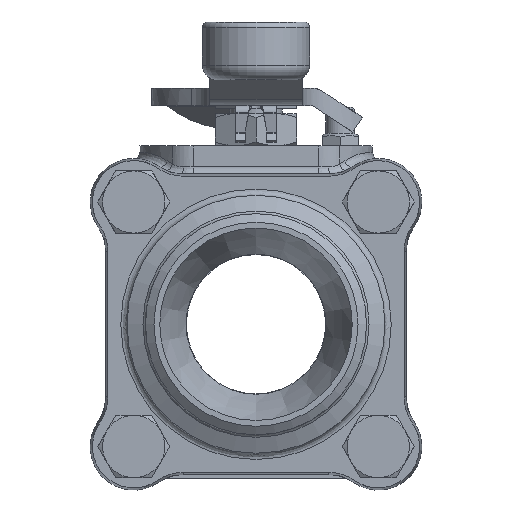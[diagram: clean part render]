
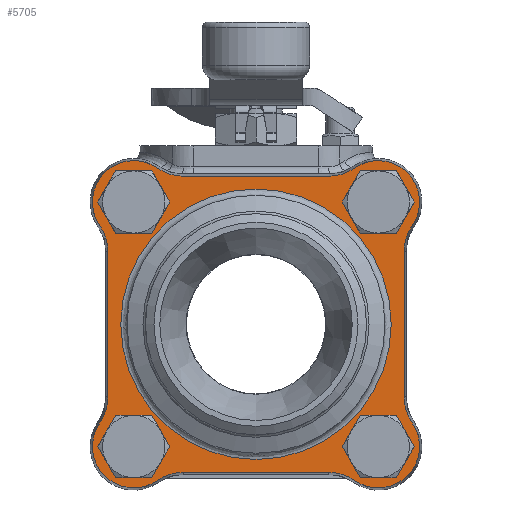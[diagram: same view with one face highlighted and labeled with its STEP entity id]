
A CAD part, front view. The second image highlights one B-rep face of the part: STEP entity #5705.
In plain terms, the highlighted face is planar.
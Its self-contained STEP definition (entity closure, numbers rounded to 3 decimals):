
#5132=CARTESIAN_POINT('',(42.606,11.925,-26.917));
#5133=VERTEX_POINT('',#5132);
#5140=CARTESIAN_POINT('',(40.375,11.925,-19.781));
#5141=VERTEX_POINT('',#5140);
#5142=CARTESIAN_POINT('',(52.9,11.925,-19.781));
#5143=DIRECTION('',(0.0,1.,0.0));
#5144=DIRECTION('',(-0.822,0.0,-0.57));
#5145=AXIS2_PLACEMENT_3D('',#5142,#5143,#5144);
#5146=CIRCLE('',#5145,12.525);
#5147=EDGE_CURVE('',#5133,#5141,#5146,.T.);
#5164=CARTESIAN_POINT('',(26.917,11.925,-42.606));
#5165=VERTEX_POINT('',#5164);
#5172=CARTESIAN_POINT('',(33.34,11.925,-33.34));
#5173=DIRECTION('',(0.0,-1.0,0.0));
#5174=DIRECTION('',(-0.822,0.0,-0.57));
#5175=AXIS2_PLACEMENT_3D('',#5172,#5173,#5174);
#5176=CIRCLE('',#5175,11.275);
#5177=EDGE_CURVE('',#5165,#5133,#5176,.T.);
#5189=CARTESIAN_POINT('',(19.781,11.925,-40.375));
#5190=VERTEX_POINT('',#5189);
#5197=CARTESIAN_POINT('',(19.781,11.925,-52.9));
#5198=DIRECTION('',(0.0,1.0,0.0));
#5199=DIRECTION('',(0.0,0.0,1.0));
#5200=AXIS2_PLACEMENT_3D('',#5197,#5198,#5199);
#5201=CIRCLE('',#5200,12.525);
#5202=EDGE_CURVE('',#5190,#5165,#5201,.T.);
#5214=CARTESIAN_POINT('',(-19.781,11.925,-40.375));
#5215=VERTEX_POINT('',#5214);
#5222=CARTESIAN_POINT('',(-19.781,11.925,-40.375));
#5223=DIRECTION('',(1.0,0.0,0.0));
#5224=VECTOR('',#5223,39.562);
#5225=LINE('',#5222,#5224);
#5226=EDGE_CURVE('',#5215,#5190,#5225,.T.);
#5238=CARTESIAN_POINT('',(-26.917,11.925,-42.606));
#5239=VERTEX_POINT('',#5238);
#5246=CARTESIAN_POINT('',(-19.781,11.925,-52.9));
#5247=DIRECTION('',(0.0,1.,0.0));
#5248=DIRECTION('',(-0.57,0.0,0.822));
#5249=AXIS2_PLACEMENT_3D('',#5246,#5247,#5248);
#5250=CIRCLE('',#5249,12.525);
#5251=EDGE_CURVE('',#5239,#5215,#5250,.T.);
#5263=CARTESIAN_POINT('',(-42.606,11.925,-26.917));
#5264=VERTEX_POINT('',#5263);
#5271=CARTESIAN_POINT('',(-33.34,11.925,-33.34));
#5272=DIRECTION('',(0.0,-1.0,0.0));
#5273=DIRECTION('',(-0.57,0.0,0.822));
#5274=AXIS2_PLACEMENT_3D('',#5271,#5272,#5273);
#5275=CIRCLE('',#5274,11.275);
#5276=EDGE_CURVE('',#5264,#5239,#5275,.T.);
#5288=CARTESIAN_POINT('',(-40.375,11.925,-19.781));
#5289=VERTEX_POINT('',#5288);
#5296=CARTESIAN_POINT('',(-52.9,11.925,-19.781));
#5297=DIRECTION('',(0.0,1.0,0.0));
#5298=DIRECTION('',(1.0,0.0,0.0));
#5299=AXIS2_PLACEMENT_3D('',#5296,#5297,#5298);
#5300=CIRCLE('',#5299,12.525);
#5301=EDGE_CURVE('',#5289,#5264,#5300,.T.);
#5313=CARTESIAN_POINT('',(-40.375,11.925,19.781));
#5314=VERTEX_POINT('',#5313);
#5321=CARTESIAN_POINT('',(-40.375,11.925,19.781));
#5322=DIRECTION('',(0.0,0.0,-1.0));
#5323=VECTOR('',#5322,39.562);
#5324=LINE('',#5321,#5323);
#5325=EDGE_CURVE('',#5314,#5289,#5324,.T.);
#5551=CARTESIAN_POINT('',(0.,11.925,-36.875));
#5552=VERTEX_POINT('',#5551);
#5553=CARTESIAN_POINT('',(0.0,11.925,0.0));
#5554=DIRECTION('',(0.0,1.0,0.0));
#5555=DIRECTION('',(0.0,0.0,1.0));
#5556=AXIS2_PLACEMENT_3D('',#5553,#5554,#5555);
#5557=CIRCLE('',#5556,36.875);
#5558=EDGE_CURVE('',#5552,#5552,#5557,.T.);
#5575=CARTESIAN_POINT('',(0.,11.925,0.));
#5576=DIRECTION('',(0.0,1.0,0.0));
#5577=DIRECTION('',(0.0,0.0,1.0));
#5578=AXIS2_PLACEMENT_3D('',#5575,#5576,#5577);
#5579=PLANE('',#5578);
#5580=CARTESIAN_POINT('',(-42.606,11.925,26.917));
#5581=VERTEX_POINT('',#5580);
#5582=CARTESIAN_POINT('',(-52.9,11.925,19.781));
#5583=DIRECTION('',(0.0,1.,0.0));
#5584=DIRECTION('',(0.822,0.0,0.57));
#5585=AXIS2_PLACEMENT_3D('',#5582,#5583,#5584);
#5586=CIRCLE('',#5585,12.525);
#5587=EDGE_CURVE('',#5581,#5314,#5586,.T.);
#5588=ORIENTED_EDGE('',*,*,#5587,.F.);
#5589=CARTESIAN_POINT('',(-26.917,11.925,42.606));
#5590=VERTEX_POINT('',#5589);
#5591=CARTESIAN_POINT('',(-33.34,11.925,33.34));
#5592=DIRECTION('',(0.0,-1.,0.0));
#5593=DIRECTION('',(0.822,0.0,0.57));
#5594=AXIS2_PLACEMENT_3D('',#5591,#5592,#5593);
#5595=CIRCLE('',#5594,11.275);
#5596=EDGE_CURVE('',#5590,#5581,#5595,.T.);
#5597=ORIENTED_EDGE('',*,*,#5596,.F.);
#5598=CARTESIAN_POINT('',(-19.781,11.925,40.375));
#5599=VERTEX_POINT('',#5598);
#5600=CARTESIAN_POINT('',(-19.781,11.925,52.9));
#5601=DIRECTION('',(0.0,1.0,0.0));
#5602=DIRECTION('',(0.0,0.0,-1.0));
#5603=AXIS2_PLACEMENT_3D('',#5600,#5601,#5602);
#5604=CIRCLE('',#5603,12.525);
#5605=EDGE_CURVE('',#5599,#5590,#5604,.T.);
#5606=ORIENTED_EDGE('',*,*,#5605,.F.);
#5607=CARTESIAN_POINT('',(19.781,11.925,40.375));
#5608=VERTEX_POINT('',#5607);
#5609=CARTESIAN_POINT('',(19.781,11.925,40.375));
#5610=DIRECTION('',(-1.0,0.0,0.0));
#5611=VECTOR('',#5610,39.562);
#5612=LINE('',#5609,#5611);
#5613=EDGE_CURVE('',#5608,#5599,#5612,.T.);
#5614=ORIENTED_EDGE('',*,*,#5613,.F.);
#5615=CARTESIAN_POINT('',(26.917,11.925,42.606));
#5616=VERTEX_POINT('',#5615);
#5617=CARTESIAN_POINT('',(19.781,11.925,52.9));
#5618=DIRECTION('',(0.0,1.,0.0));
#5619=DIRECTION('',(0.57,0.0,-0.822));
#5620=AXIS2_PLACEMENT_3D('',#5617,#5618,#5619);
#5621=CIRCLE('',#5620,12.525);
#5622=EDGE_CURVE('',#5616,#5608,#5621,.T.);
#5623=ORIENTED_EDGE('',*,*,#5622,.F.);
#5624=CARTESIAN_POINT('',(42.606,11.925,26.917));
#5625=VERTEX_POINT('',#5624);
#5626=CARTESIAN_POINT('',(33.34,11.925,33.34));
#5627=DIRECTION('',(0.0,-1.,0.0));
#5628=DIRECTION('',(0.57,0.0,-0.822));
#5629=AXIS2_PLACEMENT_3D('',#5626,#5627,#5628);
#5630=CIRCLE('',#5629,11.275);
#5631=EDGE_CURVE('',#5625,#5616,#5630,.T.);
#5632=ORIENTED_EDGE('',*,*,#5631,.F.);
#5633=CARTESIAN_POINT('',(40.375,11.925,19.781));
#5634=VERTEX_POINT('',#5633);
#5635=CARTESIAN_POINT('',(52.9,11.925,19.781));
#5636=DIRECTION('',(0.0,1.0,0.0));
#5637=DIRECTION('',(-1.0,0.0,0.0));
#5638=AXIS2_PLACEMENT_3D('',#5635,#5636,#5637);
#5639=CIRCLE('',#5638,12.525);
#5640=EDGE_CURVE('',#5634,#5625,#5639,.T.);
#5641=ORIENTED_EDGE('',*,*,#5640,.F.);
#5642=CARTESIAN_POINT('',(40.375,11.925,-19.781));
#5643=DIRECTION('',(0.0,0.0,1.0));
#5644=VECTOR('',#5643,39.562);
#5645=LINE('',#5642,#5644);
#5646=EDGE_CURVE('',#5141,#5634,#5645,.T.);
#5647=ORIENTED_EDGE('',*,*,#5646,.F.);
#5648=ORIENTED_EDGE('',*,*,#5147,.F.);
#5649=ORIENTED_EDGE('',*,*,#5177,.F.);
#5650=ORIENTED_EDGE('',*,*,#5202,.F.);
#5651=ORIENTED_EDGE('',*,*,#5226,.F.);
#5652=ORIENTED_EDGE('',*,*,#5251,.F.);
#5653=ORIENTED_EDGE('',*,*,#5276,.F.);
#5654=ORIENTED_EDGE('',*,*,#5301,.F.);
#5655=ORIENTED_EDGE('',*,*,#5325,.F.);
#5656=EDGE_LOOP('',(#5588,#5597,#5606,#5614,#5623,#5632,#5641,#5647,#5648,#5649,#5650,#5651,#5652,#5653,#5654,#5655));
#5657=FACE_OUTER_BOUND('',#5656,.T.);
#5658=CARTESIAN_POINT('',(-38.59,11.925,33.34));
#5659=VERTEX_POINT('',#5658);
#5660=CARTESIAN_POINT('',(-33.34,11.925,33.34));
#5661=DIRECTION('',(0.0,-1.0,0.0));
#5662=DIRECTION('',(1.0,0.0,0.0));
#5663=AXIS2_PLACEMENT_3D('',#5660,#5661,#5662);
#5664=CIRCLE('',#5663,5.25);
#5665=EDGE_CURVE('',#5659,#5659,#5664,.T.);
#5666=ORIENTED_EDGE('',*,*,#5665,.T.);
#5667=EDGE_LOOP('',(#5666));
#5668=FACE_BOUND('',#5667,.T.);
#5669=CARTESIAN_POINT('',(33.34,11.925,38.59));
#5670=VERTEX_POINT('',#5669);
#5671=CARTESIAN_POINT('',(33.34,11.925,33.34));
#5672=DIRECTION('',(0.0,-1.0,0.0));
#5673=DIRECTION('',(0.0,0.0,-1.0));
#5674=AXIS2_PLACEMENT_3D('',#5671,#5672,#5673);
#5675=CIRCLE('',#5674,5.25);
#5676=EDGE_CURVE('',#5670,#5670,#5675,.T.);
#5677=ORIENTED_EDGE('',*,*,#5676,.T.);
#5678=EDGE_LOOP('',(#5677));
#5679=FACE_BOUND('',#5678,.T.);
#5680=CARTESIAN_POINT('',(38.59,11.925,-33.34));
#5681=VERTEX_POINT('',#5680);
#5682=CARTESIAN_POINT('',(33.34,11.925,-33.34));
#5683=DIRECTION('',(0.0,-1.0,0.0));
#5684=DIRECTION('',(-1.0,0.0,0.0));
#5685=AXIS2_PLACEMENT_3D('',#5682,#5683,#5684);
#5686=CIRCLE('',#5685,5.25);
#5687=EDGE_CURVE('',#5681,#5681,#5686,.T.);
#5688=ORIENTED_EDGE('',*,*,#5687,.T.);
#5689=EDGE_LOOP('',(#5688));
#5690=FACE_BOUND('',#5689,.T.);
#5691=CARTESIAN_POINT('',(-33.34,11.925,-38.59));
#5692=VERTEX_POINT('',#5691);
#5693=CARTESIAN_POINT('',(-33.34,11.925,-33.34));
#5694=DIRECTION('',(0.0,-1.0,0.0));
#5695=DIRECTION('',(0.0,0.0,1.0));
#5696=AXIS2_PLACEMENT_3D('',#5693,#5694,#5695);
#5697=CIRCLE('',#5696,5.25);
#5698=EDGE_CURVE('',#5692,#5692,#5697,.T.);
#5699=ORIENTED_EDGE('',*,*,#5698,.T.);
#5700=EDGE_LOOP('',(#5699));
#5701=FACE_BOUND('',#5700,.T.);
#5702=ORIENTED_EDGE('',*,*,#5558,.F.);
#5703=EDGE_LOOP('',(#5702));
#5704=FACE_BOUND('',#5703,.T.);
#5705=ADVANCED_FACE('',(#5657,#5668,#5679,#5690,#5701,#5704),#5579,.T.);
